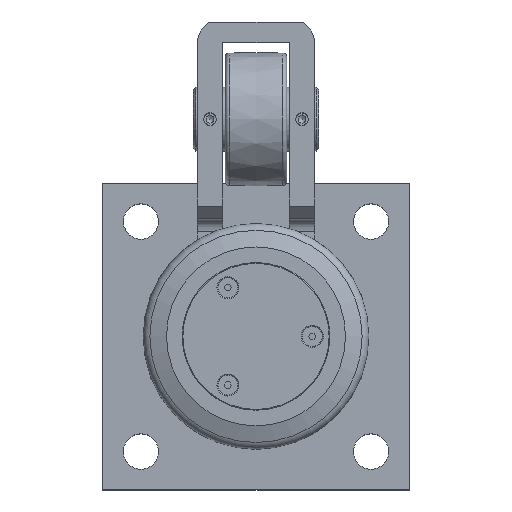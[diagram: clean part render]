
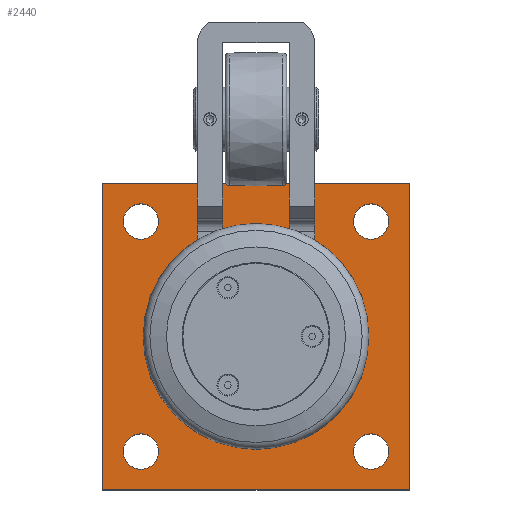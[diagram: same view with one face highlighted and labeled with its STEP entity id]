
A CAD part, top view. The second image highlights one B-rep face of the part: STEP entity #2440.
In plain terms, the highlighted planar face has unit normal (0, 0, 1).
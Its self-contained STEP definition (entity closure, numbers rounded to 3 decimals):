
#171=LINE('',#4149,#365);
#193=LINE('',#4208,#387);
#196=LINE('',#4214,#390);
#197=LINE('',#4216,#391);
#198=LINE('',#4217,#392);
#199=LINE('',#4236,#393);
#200=LINE('',#4238,#394);
#201=LINE('',#4240,#395);
#202=LINE('',#4241,#396);
#203=LINE('',#4243,#397);
#204=LINE('',#4245,#398);
#205=LINE('',#4246,#399);
#365=VECTOR('',#3270,10.);
#387=VECTOR('',#3318,10.);
#390=VECTOR('',#3323,10.);
#391=VECTOR('',#3324,10.);
#392=VECTOR('',#3325,10.);
#393=VECTOR('',#3342,10.);
#394=VECTOR('',#3343,10.);
#395=VECTOR('',#3344,10.);
#396=VECTOR('',#3345,10.);
#397=VECTOR('',#3346,10.);
#398=VECTOR('',#3347,10.);
#399=VECTOR('',#3348,10.);
#487=FACE_BOUND('',#834,.T.);
#488=FACE_BOUND('',#835,.T.);
#489=FACE_BOUND('',#836,.T.);
#490=FACE_BOUND('',#837,.T.);
#491=FACE_BOUND('',#838,.T.);
#492=FACE_BOUND('',#839,.T.);
#493=FACE_BOUND('',#840,.T.);
#566=PLANE('',#2698);
#685=FACE_OUTER_BOUND('',#833,.T.);
#833=EDGE_LOOP('',(#2116,#2117,#2118,#2119));
#834=EDGE_LOOP('',(#2120,#2121));
#835=EDGE_LOOP('',(#2122,#2123));
#836=EDGE_LOOP('',(#2124,#2125));
#837=EDGE_LOOP('',(#2126,#2127));
#838=EDGE_LOOP('',(#2128,#2129,#2130,#2131));
#839=EDGE_LOOP('',(#2132,#2133,#2134,#2135));
#840=EDGE_LOOP('',(#2136));
#994=CIRCLE('',#2699,6.918);
#995=CIRCLE('',#2700,6.918);
#996=CIRCLE('',#2701,6.918);
#997=CIRCLE('',#2702,6.918);
#998=CIRCLE('',#2703,6.918);
#999=CIRCLE('',#2704,6.918);
#1000=CIRCLE('',#2705,6.918);
#1001=CIRCLE('',#2706,6.918);
#1002=CIRCLE('',#2707,29.);
#1196=VERTEX_POINT('',#4147);
#1197=VERTEX_POINT('',#4148);
#1220=VERTEX_POINT('',#4205);
#1221=VERTEX_POINT('',#4207);
#1223=VERTEX_POINT('',#4213);
#1224=VERTEX_POINT('',#4215);
#1225=VERTEX_POINT('',#4218);
#1226=VERTEX_POINT('',#4219);
#1227=VERTEX_POINT('',#4222);
#1228=VERTEX_POINT('',#4223);
#1229=VERTEX_POINT('',#4226);
#1230=VERTEX_POINT('',#4227);
#1231=VERTEX_POINT('',#4230);
#1232=VERTEX_POINT('',#4231);
#1233=VERTEX_POINT('',#4234);
#1234=VERTEX_POINT('',#4235);
#1235=VERTEX_POINT('',#4237);
#1236=VERTEX_POINT('',#4239);
#1237=VERTEX_POINT('',#4242);
#1238=VERTEX_POINT('',#4244);
#1239=VERTEX_POINT('',#4247);
#1509=EDGE_CURVE('',#1196,#1197,#171,.T.);
#1538=EDGE_CURVE('',#1220,#1221,#193,.T.);
#1541=EDGE_CURVE('',#1223,#1220,#196,.T.);
#1542=EDGE_CURVE('',#1224,#1223,#197,.T.);
#1543=EDGE_CURVE('',#1221,#1224,#198,.T.);
#1544=EDGE_CURVE('',#1225,#1226,#994,.T.);
#1545=EDGE_CURVE('',#1226,#1225,#995,.T.);
#1546=EDGE_CURVE('',#1227,#1228,#996,.T.);
#1547=EDGE_CURVE('',#1228,#1227,#997,.T.);
#1548=EDGE_CURVE('',#1229,#1230,#998,.T.);
#1549=EDGE_CURVE('',#1230,#1229,#999,.T.);
#1550=EDGE_CURVE('',#1231,#1232,#1000,.T.);
#1551=EDGE_CURVE('',#1232,#1231,#1001,.T.);
#1552=EDGE_CURVE('',#1233,#1234,#199,.T.);
#1553=EDGE_CURVE('',#1234,#1235,#200,.T.);
#1554=EDGE_CURVE('',#1235,#1236,#201,.T.);
#1555=EDGE_CURVE('',#1233,#1236,#202,.T.);
#1556=EDGE_CURVE('',#1237,#1196,#203,.T.);
#1557=EDGE_CURVE('',#1197,#1238,#204,.T.);
#1558=EDGE_CURVE('',#1237,#1238,#205,.T.);
#1559=EDGE_CURVE('',#1239,#1239,#1002,.T.);
#2116=ORIENTED_EDGE('',*,*,#1541,.F.);
#2117=ORIENTED_EDGE('',*,*,#1542,.F.);
#2118=ORIENTED_EDGE('',*,*,#1543,.F.);
#2119=ORIENTED_EDGE('',*,*,#1538,.F.);
#2120=ORIENTED_EDGE('',*,*,#1544,.T.);
#2121=ORIENTED_EDGE('',*,*,#1545,.T.);
#2122=ORIENTED_EDGE('',*,*,#1546,.T.);
#2123=ORIENTED_EDGE('',*,*,#1547,.T.);
#2124=ORIENTED_EDGE('',*,*,#1548,.T.);
#2125=ORIENTED_EDGE('',*,*,#1549,.T.);
#2126=ORIENTED_EDGE('',*,*,#1550,.T.);
#2127=ORIENTED_EDGE('',*,*,#1551,.T.);
#2128=ORIENTED_EDGE('',*,*,#1552,.T.);
#2129=ORIENTED_EDGE('',*,*,#1553,.T.);
#2130=ORIENTED_EDGE('',*,*,#1554,.T.);
#2131=ORIENTED_EDGE('',*,*,#1555,.F.);
#2132=ORIENTED_EDGE('',*,*,#1556,.T.);
#2133=ORIENTED_EDGE('',*,*,#1509,.T.);
#2134=ORIENTED_EDGE('',*,*,#1557,.T.);
#2135=ORIENTED_EDGE('',*,*,#1558,.F.);
#2136=ORIENTED_EDGE('',*,*,#1559,.T.);
#2440=ADVANCED_FACE('',(#685,#487,#488,#489,#490,#491,#492,#493),#566,.T.);
#2698=AXIS2_PLACEMENT_3D('',#4212,#3321,#3322);
#2699=AXIS2_PLACEMENT_3D('',#4220,#3326,#3327);
#2700=AXIS2_PLACEMENT_3D('',#4221,#3328,#3329);
#2701=AXIS2_PLACEMENT_3D('',#4224,#3330,#3331);
#2702=AXIS2_PLACEMENT_3D('',#4225,#3332,#3333);
#2703=AXIS2_PLACEMENT_3D('',#4228,#3334,#3335);
#2704=AXIS2_PLACEMENT_3D('',#4229,#3336,#3337);
#2705=AXIS2_PLACEMENT_3D('',#4232,#3338,#3339);
#2706=AXIS2_PLACEMENT_3D('',#4233,#3340,#3341);
#2707=AXIS2_PLACEMENT_3D('',#4248,#3349,#3350);
#3270=DIRECTION('',(1.,0.,0.));
#3318=DIRECTION('',(1.,0.,0.));
#3321=DIRECTION('center_axis',(0.,0.,1.));
#3322=DIRECTION('ref_axis',(1.,0.,0.));
#3323=DIRECTION('',(0.,1.,0.));
#3324=DIRECTION('',(-1.,0.,0.));
#3325=DIRECTION('',(0.,-1.,0.));
#3326=DIRECTION('center_axis',(0.,0.,-1.));
#3327=DIRECTION('ref_axis',(1.,0.,0.));
#3328=DIRECTION('center_axis',(0.,0.,-1.));
#3329=DIRECTION('ref_axis',(1.,0.,0.));
#3330=DIRECTION('center_axis',(0.,0.,-1.));
#3331=DIRECTION('ref_axis',(1.,0.,0.));
#3332=DIRECTION('center_axis',(0.,0.,-1.));
#3333=DIRECTION('ref_axis',(1.,0.,0.));
#3334=DIRECTION('center_axis',(0.,0.,-1.));
#3335=DIRECTION('ref_axis',(1.,0.,0.));
#3336=DIRECTION('center_axis',(0.,0.,-1.));
#3337=DIRECTION('ref_axis',(1.,0.,0.));
#3338=DIRECTION('center_axis',(0.,0.,-1.));
#3339=DIRECTION('ref_axis',(1.,0.,0.));
#3340=DIRECTION('center_axis',(0.,0.,-1.));
#3341=DIRECTION('ref_axis',(1.,0.,0.));
#3342=DIRECTION('',(0.,1.,0.));
#3343=DIRECTION('',(1.,0.,0.));
#3344=DIRECTION('',(0.,-1.,0.));
#3345=DIRECTION('',(1.,0.,0.));
#3346=DIRECTION('',(0.,1.,0.));
#3347=DIRECTION('',(0.,-1.,0.));
#3348=DIRECTION('',(1.,0.,0.));
#3349=DIRECTION('center_axis',(0.,0.,-1.));
#3350=DIRECTION('ref_axis',(0.,-1.,0.));
#4147=CARTESIAN_POINT('',(8.572,29.509,-10.));
#4148=CARTESIAN_POINT('',(18.572,29.509,-10.));
#4149=CARTESIAN_POINT('',(8.572,29.509,-10.));
#4205=CARTESIAN_POINT('',(-64.428,31.204,-10.));
#4207=CARTESIAN_POINT('',(55.572,31.204,-10.));
#4208=CARTESIAN_POINT('',(55.572,31.204,-10.));
#4212=CARTESIAN_POINT('Origin',(-4.428,-28.796,-10.));
#4213=CARTESIAN_POINT('',(-64.428,-88.796,-10.));
#4214=CARTESIAN_POINT('',(-64.428,31.204,-10.));
#4215=CARTESIAN_POINT('',(55.572,-88.796,-10.));
#4216=CARTESIAN_POINT('',(-64.428,-88.796,-10.));
#4217=CARTESIAN_POINT('',(55.572,-88.796,-10.));
#4218=CARTESIAN_POINT('',(-42.51,16.204,-10.));
#4219=CARTESIAN_POINT('',(-56.345,16.204,-10.));
#4220=CARTESIAN_POINT('Origin',(-49.428,16.204,-10.));
#4221=CARTESIAN_POINT('Origin',(-49.428,16.204,-10.));
#4222=CARTESIAN_POINT('',(47.49,16.204,-10.));
#4223=CARTESIAN_POINT('',(33.655,16.204,-10.));
#4224=CARTESIAN_POINT('Origin',(40.572,16.204,-10.));
#4225=CARTESIAN_POINT('Origin',(40.572,16.204,-10.));
#4226=CARTESIAN_POINT('',(47.49,-73.796,-10.));
#4227=CARTESIAN_POINT('',(33.655,-73.796,-10.));
#4228=CARTESIAN_POINT('Origin',(40.572,-73.796,-10.));
#4229=CARTESIAN_POINT('Origin',(40.572,-73.796,-10.));
#4230=CARTESIAN_POINT('',(-42.51,-73.796,-10.));
#4231=CARTESIAN_POINT('',(-56.345,-73.796,-10.));
#4232=CARTESIAN_POINT('Origin',(-49.428,-73.796,-10.));
#4233=CARTESIAN_POINT('Origin',(-49.428,-73.796,-10.));
#4234=CARTESIAN_POINT('',(-27.428,0.704,-10.));
#4235=CARTESIAN_POINT('',(-27.428,29.509,-10.));
#4236=CARTESIAN_POINT('',(-27.428,10.225,-10.));
#4237=CARTESIAN_POINT('',(-17.428,29.509,-10.));
#4238=CARTESIAN_POINT('',(-27.428,29.509,-10.));
#4239=CARTESIAN_POINT('',(-17.428,0.704,-10.));
#4240=CARTESIAN_POINT('',(-17.428,-11.296,-10.));
#4241=CARTESIAN_POINT('',(-10.928,0.704,-10.));
#4242=CARTESIAN_POINT('',(8.572,0.704,-10.));
#4243=CARTESIAN_POINT('',(8.572,10.225,-10.));
#4244=CARTESIAN_POINT('',(18.572,0.704,-10.));
#4245=CARTESIAN_POINT('',(18.572,-11.296,-10.));
#4246=CARTESIAN_POINT('',(7.072,0.704,-10.));
#4247=CARTESIAN_POINT('',(-4.428,0.204,-10.));
#4248=CARTESIAN_POINT('Origin',(-4.428,-28.796,-10.));
